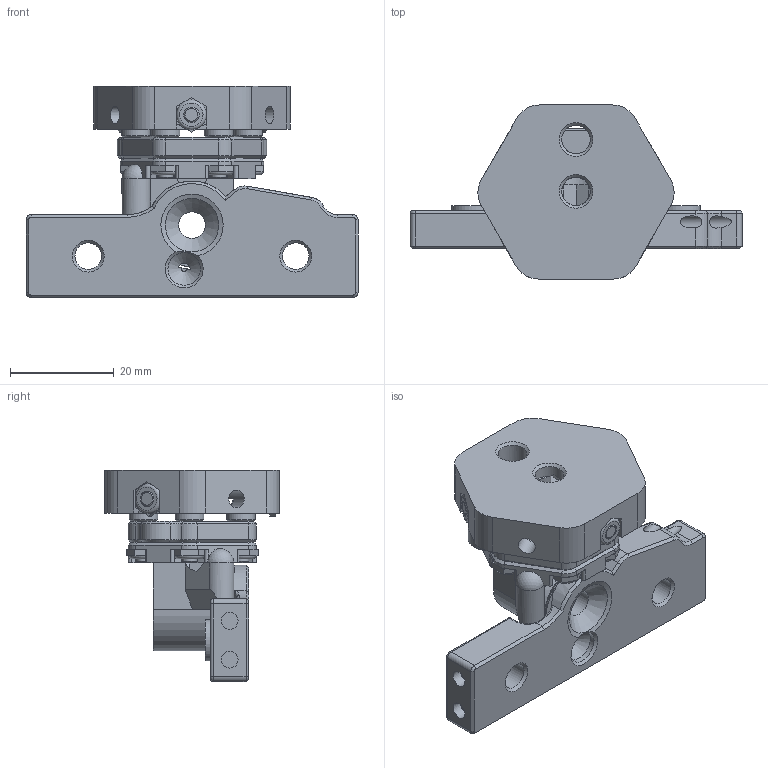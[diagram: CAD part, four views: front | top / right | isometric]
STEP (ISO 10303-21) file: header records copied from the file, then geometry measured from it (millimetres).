
FILE_DESCRIPTION(/* description */ (''),/* implementation_level */ '2;1');
FILE_NAME(/* name */ '0Main_Tilters.step',/* time_stamp */ '2021-07-21T12:32:08-07:00',/* author */ (''),/* organization */ (''),/* preprocessor_version */ 'ST-DEVELOPER v18.1',/* originating_system */ 'Autodesk Translation Framework v10.9.0.1377',/* authorisation */ '');
FILE_SCHEMA (('AUTOMOTIVE_DESIGN { 1 0 10303 214 3 1 1 }'));
Length unit declared in the file: millimetre
Products named in the file (13): Kinematic Mount Innie style Full Model; Tilting Mechanisms; 2 Position tilter; Main Pivot; KinMount Hardware 2P; KinBolt; Stationary Mount; Top Hat; Generic Hat; KinMount Hardware Hat; KinNut; KinBoltShort; HDK
Assembly tree (27 placements, depth 5):
  Kinematic Mount Innie style Full Model
    Tilting Mechanisms
      2 Position tilter
        Main Pivot
        KinMount Hardware 2P
          KinBolt  x6
          KinNut  x6
      Stationary Mount
    Top Hat
      Generic Hat
      KinMount Hardware Hat
        KinNut  x3
        KinBoltShort  x3
      HDK
Bounding box: 64 x 33.56 x 40.75 mm (x, y, z)
Volume: 18663.7 mm3; surface area: 15250.3 mm2
Topology: 22 solids, 22 shells, 782 faces, 1887 edges, 1171 vertices
Faces by surface type: plane 449, cylinder 187, cone 103, torus 32, bspline 8, sphere 3
Full cylindrical faces by diameter (mm): 1.313 x2, 2.333 x4, 2.8 x1, 3 x18, 3.25 x8, 3.4 x18, 5.125 x3, 5.5 x13, 6.3 x1, 8 x3, 8.5 x1
Entity records: 17477 total; most frequent: CARTESIAN_POINT 3516, DIRECTION 2963, ORIENTED_EDGE 2778, EDGE_CURVE 1389, AXIS2_PLACEMENT_3D 1067, VERTEX_POINT 862, LINE 829, VECTOR 829
